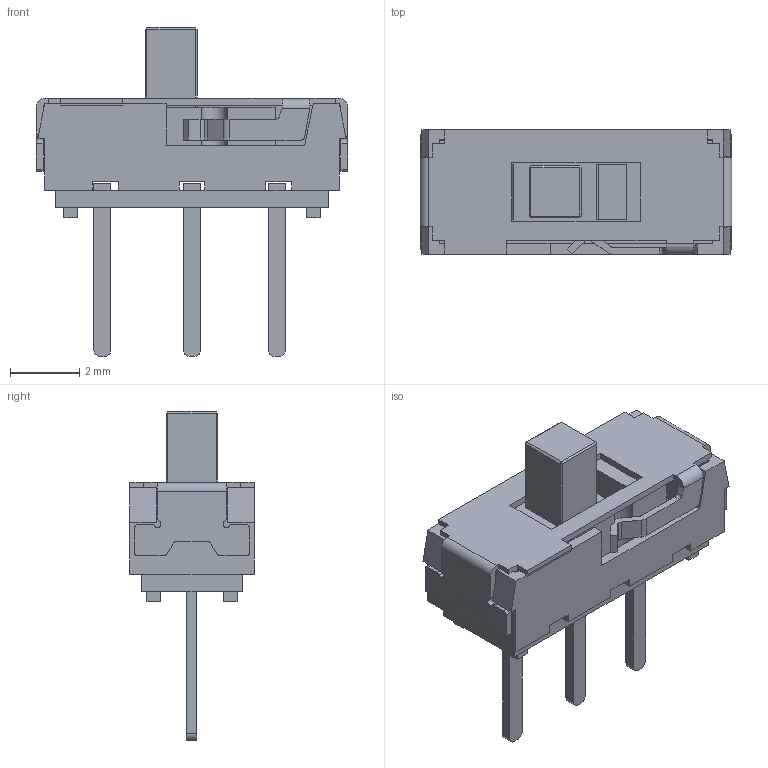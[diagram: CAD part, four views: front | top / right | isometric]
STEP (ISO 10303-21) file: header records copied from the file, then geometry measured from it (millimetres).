
FILE_DESCRIPTION (( 'STEP AP214' ), '1' );
FILE_NAME ('chaveSS12D00G4.STEP', '2022-12-15T22:49:44', ( '' ), ( '' ), 'SwSTEP 2.0', 'SolidWorks 2022', '' );
FILE_SCHEMA (( 'AUTOMOTIVE_DESIGN' ));
Length unit declared in the file: millimetre
Products named in the file (1): chaveSS12D00G4
Bounding box: 9 x 3.6 x 9.5 mm (x, y, z)
Volume: 67.2 mm3; surface area: 366.3 mm2
Topology: 1 solids, 1 shells, 269 faces, 759 edges, 494 vertices
Faces by surface type: plane 218, cylinder 51
Entity records: 10073 total; most frequent: CARTESIAN_POINT 1523, ORIENTED_EDGE 1518, DIRECTION 1403, EDGE_CURVE 759, VECTOR 655, LINE 655, VERTEX_POINT 494, AXIS2_PLACEMENT_3D 374
